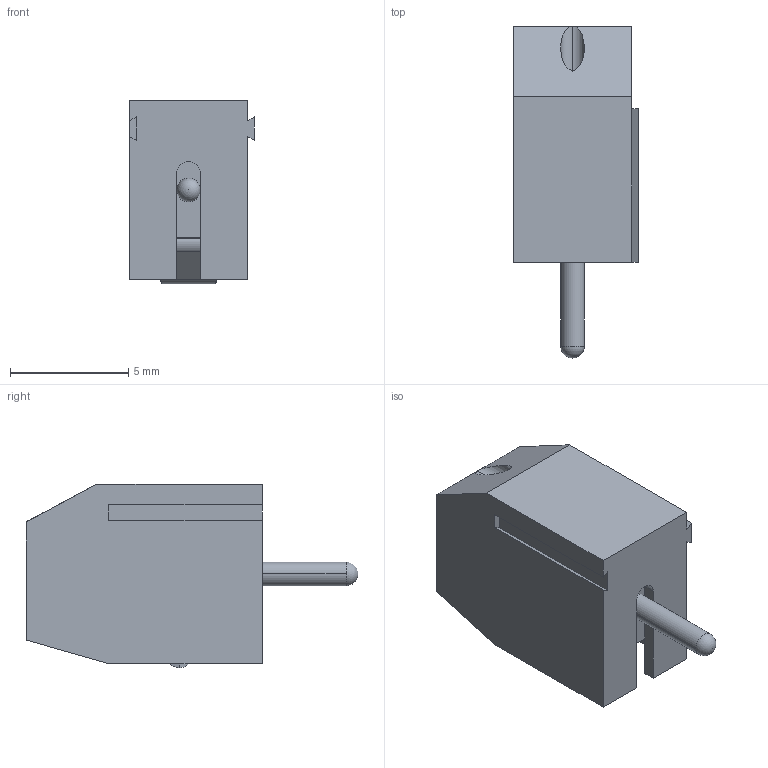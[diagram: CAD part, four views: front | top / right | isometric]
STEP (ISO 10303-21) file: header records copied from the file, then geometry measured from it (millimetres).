
FILE_DESCRIPTION (( 'STEP AP203' ), '1' );
FILE_NAME ('1 pins.STEP', '2019-03-29T20:13:06', ( '' ), ( '' ), 'SwSTEP 2.0', 'SolidWorks 2018', '' );
FILE_SCHEMA (( 'CONFIG_CONTROL_DESIGN' ));
Length unit declared in the file: millimetre
Products named in the file (4): Screw; 1 pins; Inner; terminal_1 pin
Assembly tree (3 placements, depth 2):
  1 pins
    terminal_1 pin
    Inner
    Screw
Bounding box: 5.29 x 14.05 x 7.77 mm (x, y, z)
Volume: 247.6 mm3; surface area: 761 mm2
Topology: 3 solids, 3 shells, 169 faces, 424 edges, 253 vertices
Faces by surface type: plane 67, cylinder 47, bspline 28, torus 13, sphere 11, cone 3
Entity records: 5937 total; most frequent: CARTESIAN_POINT 1775, ORIENTED_EDGE 822, DIRECTION 753, EDGE_CURVE 411, AXIS2_PLACEMENT_3D 277, VERTEX_POINT 251, LINE 199, VECTOR 199
